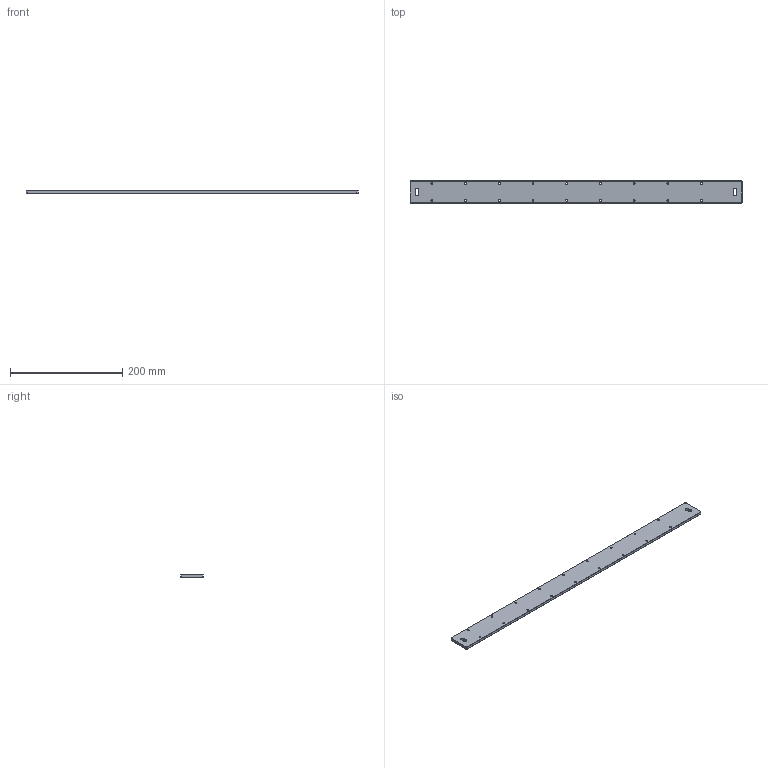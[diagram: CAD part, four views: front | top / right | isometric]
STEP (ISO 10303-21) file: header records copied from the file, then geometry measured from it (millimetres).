
FILE_DESCRIPTION (( 'STEP AP214' ), '1' );
FILE_NAME ('ST2367100-PLATE-8.STEP', '2018-05-16T16:08:08', ( '' ), ( '' ), 'SwSTEP 2.0', 'SolidWorks 2017', '' );
FILE_SCHEMA (( 'AUTOMOTIVE_DESIGN' ));
Length unit declared in the file: inch
Products named in the file (1): ST2367100-PLATE-8
Bounding box: 591 x 40 x 5 mm (x, y, z)
Volume: 116614.6 mm3; surface area: 53672.9 mm2
Topology: 1 solids, 1 shells, 68 faces, 166 edges, 100 vertices
Faces by surface type: cylinder 42, bspline 16, plane 10
Full cylindrical faces by diameter (mm): 3.242 x18
Entity records: 2420 total; most frequent: CARTESIAN_POINT 813, DIRECTION 322, ORIENTED_EDGE 296, EDGE_CURVE 148, AXIS2_PLACEMENT_3D 137, EDGE_LOOP 126, VERTEX_POINT 100, FACE_OUTER_BOUND 86
